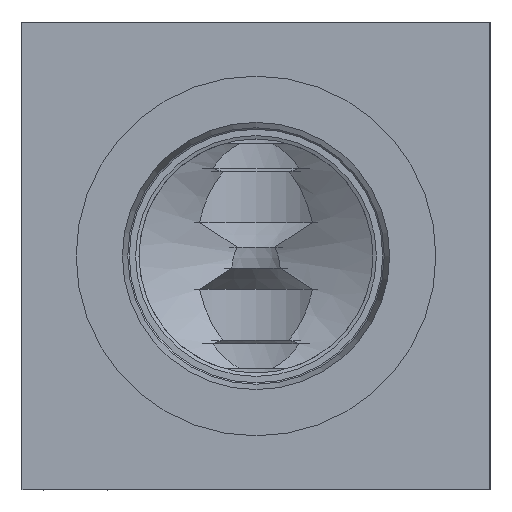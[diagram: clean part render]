
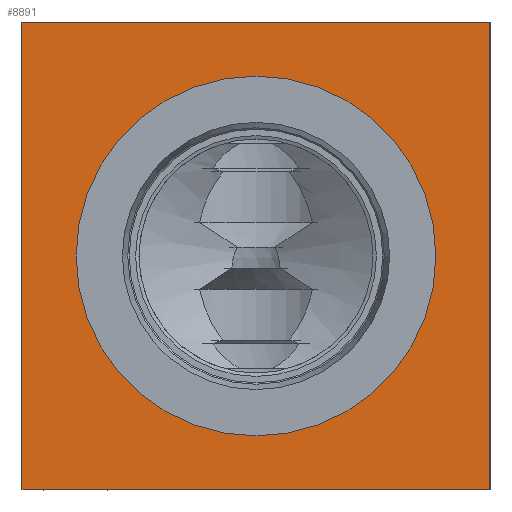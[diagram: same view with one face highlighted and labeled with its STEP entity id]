
A CAD part, left-side view. The second image highlights one B-rep face of the part: STEP entity #8891.
In plain terms, the highlighted planar face has unit normal (-1, 0, 0).
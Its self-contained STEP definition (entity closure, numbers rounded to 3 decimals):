
#357=CIRCLE('',#9485,29.286);
#358=CIRCLE('',#9486,29.286);
#417=FACE_BOUND('',#1710,.T.);
#1199=FACE_OUTER_BOUND('',#1709,.T.);
#1709=EDGE_LOOP('',(#7842,#7843,#7844,#7845));
#1710=EDGE_LOOP('',(#7846,#7847));
#2026=LINE('',#13457,#2817);
#2510=LINE('',#15527,#3301);
#2511=LINE('',#15528,#3302);
#2512=LINE('',#15529,#3303);
#2817=VECTOR('',#9972,10.);
#3301=VECTOR('',#11468,10.);
#3302=VECTOR('',#11469,10.);
#3303=VECTOR('',#11470,10.);
#3613=VERTEX_POINT('',#13450);
#3616=VERTEX_POINT('',#13455);
#4124=VERTEX_POINT('',#15496);
#4125=VERTEX_POINT('',#15497);
#4134=VERTEX_POINT('',#15525);
#4135=VERTEX_POINT('',#15526);
#4597=EDGE_CURVE('',#3616,#3613,#2026,.T.);
#5365=EDGE_CURVE('',#4124,#4125,#357,.T.);
#5366=EDGE_CURVE('',#4125,#4124,#358,.T.);
#5379=EDGE_CURVE('',#4134,#4135,#2510,.T.);
#5380=EDGE_CURVE('',#4135,#3613,#2511,.T.);
#5381=EDGE_CURVE('',#4134,#3616,#2512,.T.);
#7842=ORIENTED_EDGE('',*,*,#5379,.T.);
#7843=ORIENTED_EDGE('',*,*,#5380,.T.);
#7844=ORIENTED_EDGE('',*,*,#4597,.F.);
#7845=ORIENTED_EDGE('',*,*,#5381,.F.);
#7846=ORIENTED_EDGE('',*,*,#5365,.T.);
#7847=ORIENTED_EDGE('',*,*,#5366,.T.);
#8128=PLANE('',#9499);
#8891=ADVANCED_FACE('',(#1199,#417),#8128,.T.);
#9485=AXIS2_PLACEMENT_3D('',#15498,#11434,#11435);
#9486=AXIS2_PLACEMENT_3D('',#15499,#11436,#11437);
#9499=AXIS2_PLACEMENT_3D('',#15524,#11466,#11467);
#9972=DIRECTION('',(0.,-1.,0.));
#11434=DIRECTION('center_axis',(1.,0.,0.));
#11435=DIRECTION('ref_axis',(0.,0.,1.));
#11436=DIRECTION('center_axis',(1.,0.,0.));
#11437=DIRECTION('ref_axis',(0.,0.,1.));
#11466=DIRECTION('center_axis',(-1.,0.,0.));
#11467=DIRECTION('ref_axis',(0.,-1.,0.));
#11468=DIRECTION('',(0.,-1.,0.));
#11469=DIRECTION('',(0.,0.,1.));
#11470=DIRECTION('',(0.,0.,1.));
#13450=CARTESIAN_POINT('',(0.,0.,76.2));
#13455=CARTESIAN_POINT('',(0.,76.2,76.2));
#13457=CARTESIAN_POINT('',(0.,76.2,76.2));
#15496=CARTESIAN_POINT('',(0.,38.1,67.386));
#15497=CARTESIAN_POINT('',(0.,38.1,8.814));
#15498=CARTESIAN_POINT('Origin',(0.,38.1,38.1));
#15499=CARTESIAN_POINT('Origin',(0.,38.1,38.1));
#15524=CARTESIAN_POINT('Origin',(0.,76.2,0.));
#15525=CARTESIAN_POINT('',(0.,76.2,0.));
#15526=CARTESIAN_POINT('',(0.,0.,0.));
#15527=CARTESIAN_POINT('',(0.,76.2,0.));
#15528=CARTESIAN_POINT('',(0.,0.,0.));
#15529=CARTESIAN_POINT('',(0.,76.2,0.));
